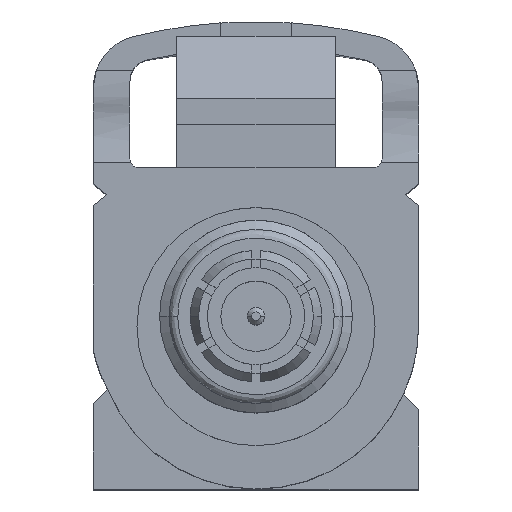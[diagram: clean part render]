
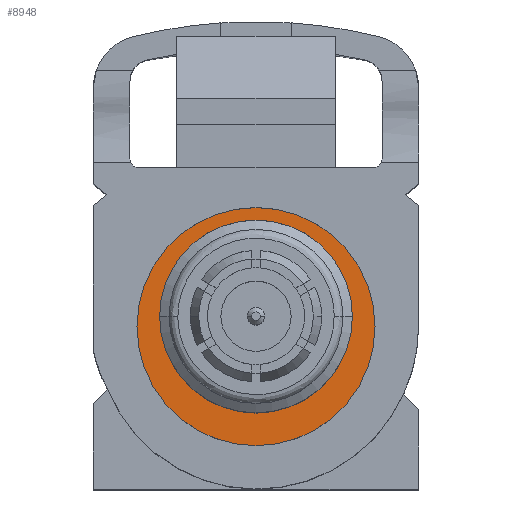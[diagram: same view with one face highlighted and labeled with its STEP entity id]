
A CAD part, top view. The second image highlights one B-rep face of the part: STEP entity #8948.
In plain terms, the highlighted face is planar.
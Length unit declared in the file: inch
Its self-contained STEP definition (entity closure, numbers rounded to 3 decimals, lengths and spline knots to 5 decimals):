
#191 = CARTESIAN_POINT ( 'NONE',  ( 0.05315, 0., -0.60165 ) ) ;
#656 = CARTESIAN_POINT ( 'NONE',  ( -0.05315, 0., -0.60165 ) ) ;
#1897 = ORIENTED_EDGE ( 'NONE', *, *, #2700, .T. ) ;
#1929 = DIRECTION ( 'NONE',  ( -1., 0., 0. ) ) ;
#2536 = AXIS2_PLACEMENT_3D ( 'NONE', #6770, #11441, #11509 ) ;
#2700 = EDGE_CURVE ( 'NONE', #5209, #7478, #11444, .T. ) ;
#2825 = CIRCLE ( 'NONE', #9922, 0.05315 ) ;
#3194 = CARTESIAN_POINT ( 'NONE',  ( 0., 0., -0.60165 ) ) ;
#3473 = CIRCLE ( 'NONE', #11169, 0.1355 ) ;
#4358 = VERTEX_POINT ( 'NONE', #191 ) ;
#4394 = EDGE_LOOP ( 'NONE', ( #4790, #11325 ) ) ;
#4598 = ORIENTED_EDGE ( 'NONE', *, *, #7951, .T. ) ;
#4790 = ORIENTED_EDGE ( 'NONE', *, *, #11729, .F. ) ;
#5209 = VERTEX_POINT ( 'NONE', #5399 ) ;
#5389 = DIRECTION ( 'NONE',  ( -1., 0., 0. ) ) ;
#5399 = CARTESIAN_POINT ( 'NONE',  ( 0.1355, 0., -0.60165 ) ) ;
#5812 = FACE_BOUND ( 'NONE', #4394, .T. ) ;
#6746 = CARTESIAN_POINT ( 'NONE',  ( 0., 0., -0.60165 ) ) ;
#6770 = CARTESIAN_POINT ( 'NONE',  ( 0., 0., -0.60165 ) ) ;
#6909 = FACE_OUTER_BOUND ( 'NONE', #10174, .T. ) ;
#7034 = AXIS2_PLACEMENT_3D ( 'NONE', #10800, #9920, #1929 ) ;
#7201 = DIRECTION ( 'NONE',  ( 0., 0., -1. ) ) ;
#7478 = VERTEX_POINT ( 'NONE', #8005 ) ;
#7652 = CIRCLE ( 'NONE', #9470, 0.05315 ) ;
#7691 = DIRECTION ( 'NONE',  ( -1., 0., 0. ) ) ;
#7951 = EDGE_CURVE ( 'NONE', #7478, #5209, #3473, .T. ) ;
#8005 = CARTESIAN_POINT ( 'NONE',  ( -0.1355, 0., -0.60165 ) ) ;
#8363 = DIRECTION ( 'NONE',  ( 0., 0., -1. ) ) ;
#8784 = PLANE ( 'NONE',  #2536 ) ;
#8948 = ADVANCED_FACE ( 'NONE', ( #5812, #6909 ), #8784, .T. ) ;
#9413 = CARTESIAN_POINT ( 'NONE',  ( 0., 0., -0.60165 ) ) ;
#9470 = AXIS2_PLACEMENT_3D ( 'NONE', #6746, #10468, #7691 ) ;
#9920 = DIRECTION ( 'NONE',  ( 0., 0., -1. ) ) ;
#9922 = AXIS2_PLACEMENT_3D ( 'NONE', #3194, #7201, #10931 ) ;
#10174 = EDGE_LOOP ( 'NONE', ( #1897, #4598 ) ) ;
#10468 = DIRECTION ( 'NONE',  ( 0., 0., -1. ) ) ;
#10533 = EDGE_CURVE ( 'NONE', #11128, #4358, #7652, .T. ) ;
#10800 = CARTESIAN_POINT ( 'NONE',  ( 0., 0., -0.60165 ) ) ;
#10931 = DIRECTION ( 'NONE',  ( -1., 0., 0. ) ) ;
#11128 = VERTEX_POINT ( 'NONE', #656 ) ;
#11169 = AXIS2_PLACEMENT_3D ( 'NONE', #9413, #8363, #5389 ) ;
#11325 = ORIENTED_EDGE ( 'NONE', *, *, #10533, .F. ) ;
#11441 = DIRECTION ( 'NONE',  ( 0., 0., -1. ) ) ;
#11444 = CIRCLE ( 'NONE', #7034, 0.1355 ) ;
#11509 = DIRECTION ( 'NONE',  ( -1., 0., 0. ) ) ;
#11729 = EDGE_CURVE ( 'NONE', #4358, #11128, #2825, .T. ) ;
